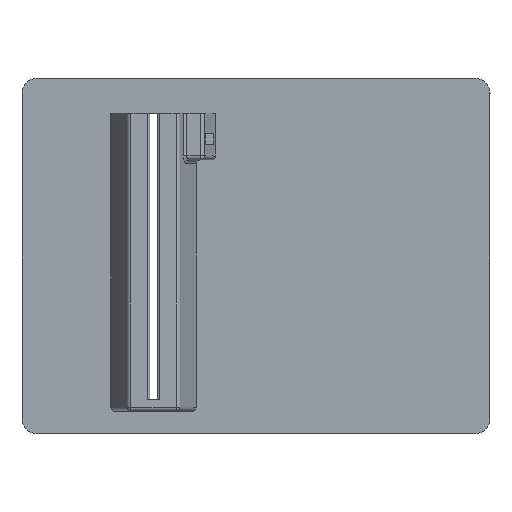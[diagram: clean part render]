
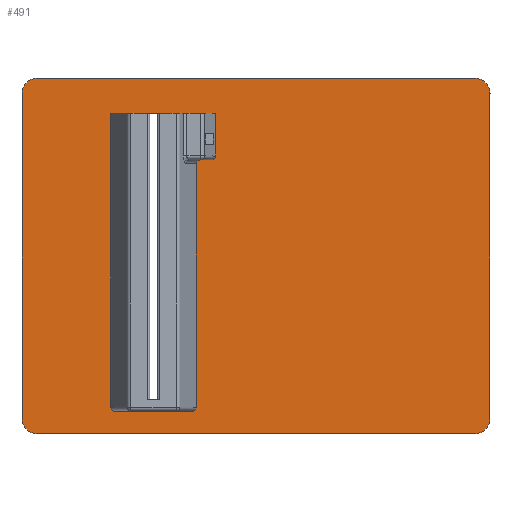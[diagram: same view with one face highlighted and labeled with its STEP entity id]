
A CAD part, top view. The second image highlights one B-rep face of the part: STEP entity #491.
In plain terms, the highlighted planar face has unit normal (0, 0, 1).
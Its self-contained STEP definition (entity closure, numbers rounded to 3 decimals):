
#159=CARTESIAN_POINT('Axis2P3D Location',(77.7,-78.85,0.)) ;
#163=CARTESIAN_POINT('Vertex',(73.7,-78.85,0.)) ;
#165=CARTESIAN_POINT('Vertex',(77.7,-82.85,0.)) ;
#199=CARTESIAN_POINT('Line Origine',(73.7,-36.85,0.)) ;
#203=CARTESIAN_POINT('Vertex',(73.7,5.15,0.)) ;
#230=CARTESIAN_POINT('Axis2P3D Location',(77.7,5.15,0.)) ;
#234=CARTESIAN_POINT('Vertex',(77.7,9.15,0.)) ;
#268=CARTESIAN_POINT('Line Origine',(134.2,9.15,0.)) ;
#272=CARTESIAN_POINT('Vertex',(190.7,9.15,0.)) ;
#292=CARTESIAN_POINT('Axis2P3D Location',(190.7,5.15,0.)) ;
#296=CARTESIAN_POINT('Vertex',(194.7,5.15,0.)) ;
#330=CARTESIAN_POINT('Line Origine',(194.7,-36.85,0.)) ;
#334=CARTESIAN_POINT('Vertex',(194.7,-78.85,0.)) ;
#354=CARTESIAN_POINT('Axis2P3D Location',(190.7,-78.85,0.)) ;
#358=CARTESIAN_POINT('Vertex',(190.7,-82.85,0.)) ;
#390=CARTESIAN_POINT('Line Origine',(134.2,-82.85,0.)) ;
#442=CARTESIAN_POINT('Axis2P3D Location',(74.,8.85,0.)) ;
#457=CARTESIAN_POINT('Line Origine',(107.7,-74.,0.)) ;
#461=CARTESIAN_POINT('Vertex',(113.996,-74.,0.)) ;
#463=CARTESIAN_POINT('Vertex',(101.405,-74.,0.)) ;
#466=CARTESIAN_POINT('Line Origine',(101.405,-37.,0.)) ;
#470=CARTESIAN_POINT('Vertex',(101.405,0.,0.)) ;
#473=CARTESIAN_POINT('Line Origine',(107.7,0.,0.)) ;
#477=CARTESIAN_POINT('Vertex',(113.996,0.,0.)) ;
#480=CARTESIAN_POINT('Line Origine',(113.996,-37.,0.)) ;
#160=DIRECTION('Axis2P3D Direction',(-0.,0.,1.)) ;
#200=DIRECTION('Vector Direction',(0.,-1.,0.)) ;
#231=DIRECTION('Axis2P3D Direction',(-0.,0.,1.)) ;
#269=DIRECTION('Vector Direction',(-1.,0.,0.)) ;
#293=DIRECTION('Axis2P3D Direction',(-0.,0.,1.)) ;
#331=DIRECTION('Vector Direction',(0.,1.,0.)) ;
#355=DIRECTION('Axis2P3D Direction',(-0.,0.,1.)) ;
#391=DIRECTION('Vector Direction',(1.,0.,0.)) ;
#443=DIRECTION('Axis2P3D Direction',(-0.,0.,1.)) ;
#444=DIRECTION('Axis2P3D XDirection',(0.,-1.,0.)) ;
#458=DIRECTION('Vector Direction',(-1.,0.,0.)) ;
#467=DIRECTION('Vector Direction',(0.,-1.,0.)) ;
#474=DIRECTION('Vector Direction',(-1.,0.,0.)) ;
#481=DIRECTION('Vector Direction',(0.,-1.,0.)) ;
#161=AXIS2_PLACEMENT_3D('Circle Axis2P3D',#159,#160,$) ;
#232=AXIS2_PLACEMENT_3D('Circle Axis2P3D',#230,#231,$) ;
#294=AXIS2_PLACEMENT_3D('Circle Axis2P3D',#292,#293,$) ;
#356=AXIS2_PLACEMENT_3D('Circle Axis2P3D',#354,#355,$) ;
#445=AXIS2_PLACEMENT_3D('Plane Axis2P3D',#442,#443,#444) ;
#448=ORIENTED_EDGE('',*,*,#274,.T.) ;
#449=ORIENTED_EDGE('',*,*,#236,.T.) ;
#450=ORIENTED_EDGE('',*,*,#205,.T.) ;
#451=ORIENTED_EDGE('',*,*,#167,.T.) ;
#452=ORIENTED_EDGE('',*,*,#394,.T.) ;
#453=ORIENTED_EDGE('',*,*,#360,.T.) ;
#454=ORIENTED_EDGE('',*,*,#336,.T.) ;
#455=ORIENTED_EDGE('',*,*,#298,.T.) ;
#486=ORIENTED_EDGE('',*,*,#465,.T.) ;
#487=ORIENTED_EDGE('',*,*,#472,.F.) ;
#488=ORIENTED_EDGE('',*,*,#479,.F.) ;
#489=ORIENTED_EDGE('',*,*,#484,.T.) ;
#490=FACE_BOUND('',#485,.T.) ;
#201=VECTOR('Line Direction',#200,1.) ;
#270=VECTOR('Line Direction',#269,1.) ;
#332=VECTOR('Line Direction',#331,1.) ;
#392=VECTOR('Line Direction',#391,1.) ;
#459=VECTOR('Line Direction',#458,1.) ;
#468=VECTOR('Line Direction',#467,1.) ;
#475=VECTOR('Line Direction',#474,1.) ;
#482=VECTOR('Line Direction',#481,1.) ;
#491=ADVANCED_FACE('Porte_Carte_2_2.1\\Cong\X2\00E9\X0\2',(#456,#490),#446,.T.) ;
#162=CIRCLE('generated circle',#161,4.) ;
#233=CIRCLE('generated circle',#232,4.) ;
#295=CIRCLE('generated circle',#294,4.) ;
#357=CIRCLE('generated circle',#356,4.) ;
#167=EDGE_CURVE('',#164,#166,#162,.T.) ;
#205=EDGE_CURVE('',#204,#164,#202,.T.) ;
#236=EDGE_CURVE('',#235,#204,#233,.T.) ;
#274=EDGE_CURVE('',#273,#235,#271,.T.) ;
#298=EDGE_CURVE('',#297,#273,#295,.T.) ;
#336=EDGE_CURVE('',#335,#297,#333,.T.) ;
#360=EDGE_CURVE('',#359,#335,#357,.T.) ;
#394=EDGE_CURVE('',#166,#359,#393,.T.) ;
#465=EDGE_CURVE('',#462,#464,#460,.T.) ;
#472=EDGE_CURVE('',#471,#464,#469,.T.) ;
#479=EDGE_CURVE('',#478,#471,#476,.T.) ;
#484=EDGE_CURVE('',#478,#462,#483,.T.) ;
#447=EDGE_LOOP('',(#448,#449,#450,#451,#452,#453,#454,#455)) ;
#485=EDGE_LOOP('',(#486,#487,#488,#489)) ;
#456=FACE_OUTER_BOUND('',#447,.T.) ;
#202=LINE('Line',#199,#201) ;
#271=LINE('Line',#268,#270) ;
#333=LINE('Line',#330,#332) ;
#393=LINE('Line',#390,#392) ;
#460=LINE('Line',#457,#459) ;
#469=LINE('Line',#466,#468) ;
#476=LINE('Line',#473,#475) ;
#483=LINE('Line',#480,#482) ;
#446=PLANE('Plane',#445) ;
#164=VERTEX_POINT('',#163) ;
#166=VERTEX_POINT('',#165) ;
#204=VERTEX_POINT('',#203) ;
#235=VERTEX_POINT('',#234) ;
#273=VERTEX_POINT('',#272) ;
#297=VERTEX_POINT('',#296) ;
#335=VERTEX_POINT('',#334) ;
#359=VERTEX_POINT('',#358) ;
#462=VERTEX_POINT('',#461) ;
#464=VERTEX_POINT('',#463) ;
#471=VERTEX_POINT('',#470) ;
#478=VERTEX_POINT('',#477) ;
